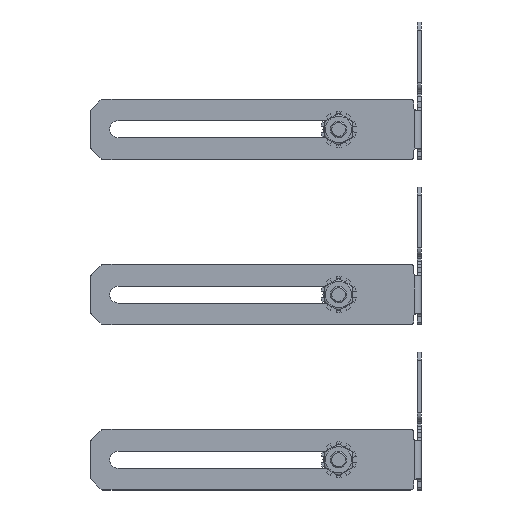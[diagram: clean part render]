
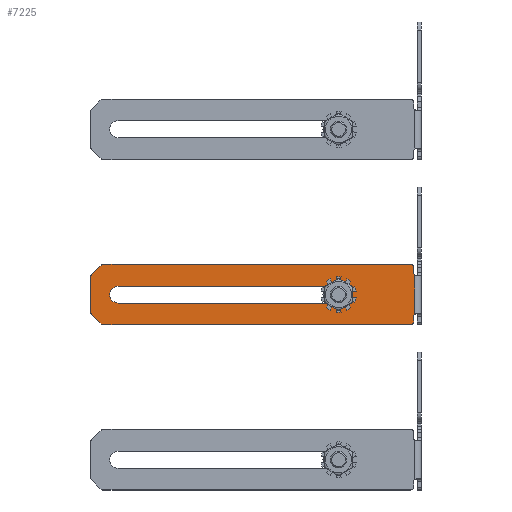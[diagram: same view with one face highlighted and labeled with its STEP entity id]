
A CAD part, left-side view. The second image highlights one B-rep face of the part: STEP entity #7225.
In plain terms, the highlighted planar face has unit normal (-1, 0, 0).
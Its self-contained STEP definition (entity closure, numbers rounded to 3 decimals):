
#190=FACE_BOUND('',#1210,.T.);
#449=PLANE('',#7803);
#785=FACE_OUTER_BOUND('',#1209,.T.);
#1209=EDGE_LOOP('',(#6345,#6346,#6347,#6348,#6349,#6350,#6351,#6352,#6353,
#6354,#6355,#6356,#6357,#6358,#6359,#6360));
#1210=EDGE_LOOP('',(#6361,#6362,#6363,#6364));
#1346=LINE('',#10152,#2150);
#1352=LINE('',#10167,#2156);
#1354=LINE('',#10173,#2158);
#1559=LINE('',#10648,#2363);
#1562=LINE('',#10674,#2366);
#1961=LINE('',#11635,#2765);
#1979=LINE('',#11685,#2783);
#1982=LINE('',#11693,#2786);
#1984=LINE('',#11698,#2788);
#1985=LINE('',#11700,#2789);
#2150=VECTOR('',#8144,10.);
#2156=VECTOR('',#8160,10.);
#2158=VECTOR('',#8168,10.);
#2363=VECTOR('',#8435,10.);
#2366=VECTOR('',#8448,10.);
#2765=VECTOR('',#9361,10.);
#2783=VECTOR('',#9439,10.);
#2786=VECTOR('',#9448,10.);
#2788=VECTOR('',#9456,10.);
#2789=VECTOR('',#9459,1.41);
#2933=CIRCLE('',#7452,1.);
#2944=CIRCLE('',#7466,1.);
#2945=CIRCLE('',#7468,1.);
#2946=CIRCLE('',#7471,1.);
#2970=CIRCLE('',#7502,1.);
#2971=CIRCLE('',#7505,1.);
#2972=CIRCLE('',#7507,1.);
#2990=CIRCLE('',#7534,1.);
#2997=CIRCLE('',#7797,3.1);
#2998=CIRCLE('',#7800,3.1);
#3136=VERTEX_POINT('',#10104);
#3137=VERTEX_POINT('',#10105);
#3158=VERTEX_POINT('',#10151);
#3159=VERTEX_POINT('',#10155);
#3160=VERTEX_POINT('',#10159);
#3161=VERTEX_POINT('',#10161);
#3162=VERTEX_POINT('',#10165);
#3163=VERTEX_POINT('',#10169);
#3386=VERTEX_POINT('',#10640);
#3387=VERTEX_POINT('',#10641);
#3388=VERTEX_POINT('',#10646);
#3389=VERTEX_POINT('',#10650);
#3390=VERTEX_POINT('',#10667);
#3391=VERTEX_POINT('',#10669);
#3392=VERTEX_POINT('',#10673);
#3425=VERTEX_POINT('',#10758);
#3614=VERTEX_POINT('',#11682);
#3615=VERTEX_POINT('',#11684);
#3616=VERTEX_POINT('',#11688);
#3617=VERTEX_POINT('',#11692);
#3826=EDGE_CURVE('',#3136,#3137,#2933,.T.);
#3849=EDGE_CURVE('',#3137,#3158,#1346,.T.);
#3851=EDGE_CURVE('',#3158,#3159,#2944,.T.);
#3854=EDGE_CURVE('',#3160,#3161,#2945,.T.);
#3857=EDGE_CURVE('',#3162,#3160,#1352,.T.);
#3858=EDGE_CURVE('',#3163,#3162,#2946,.T.);
#3860=EDGE_CURVE('',#3159,#3163,#1354,.T.);
#4087=EDGE_CURVE('',#3386,#3387,#2970,.T.);
#4091=EDGE_CURVE('',#3386,#3388,#1559,.T.);
#4092=EDGE_CURVE('',#3388,#3389,#2971,.F.);
#4096=EDGE_CURVE('',#3390,#3391,#2972,.T.);
#4098=EDGE_CURVE('',#3392,#3391,#1562,.T.);
#4145=EDGE_CURVE('',#3392,#3425,#2990,.T.);
#4530=EDGE_CURVE('',#3389,#3425,#1961,.T.);
#4551=EDGE_CURVE('',#3615,#3614,#1979,.T.);
#4553=EDGE_CURVE('',#3616,#3615,#2997,.T.);
#4555=EDGE_CURVE('',#3617,#3616,#1982,.T.);
#4557=EDGE_CURVE('',#3614,#3617,#2998,.T.);
#4558=EDGE_CURVE('',#3387,#3136,#1984,.T.);
#4559=EDGE_CURVE('',#3161,#3390,#1985,.T.);
#6345=ORIENTED_EDGE('',*,*,#3826,.F.);
#6346=ORIENTED_EDGE('',*,*,#4558,.F.);
#6347=ORIENTED_EDGE('',*,*,#4087,.F.);
#6348=ORIENTED_EDGE('',*,*,#4091,.T.);
#6349=ORIENTED_EDGE('',*,*,#4092,.T.);
#6350=ORIENTED_EDGE('',*,*,#4530,.T.);
#6351=ORIENTED_EDGE('',*,*,#4145,.F.);
#6352=ORIENTED_EDGE('',*,*,#4098,.T.);
#6353=ORIENTED_EDGE('',*,*,#4096,.F.);
#6354=ORIENTED_EDGE('',*,*,#4559,.F.);
#6355=ORIENTED_EDGE('',*,*,#3854,.F.);
#6356=ORIENTED_EDGE('',*,*,#3857,.F.);
#6357=ORIENTED_EDGE('',*,*,#3858,.F.);
#6358=ORIENTED_EDGE('',*,*,#3860,.F.);
#6359=ORIENTED_EDGE('',*,*,#3851,.F.);
#6360=ORIENTED_EDGE('',*,*,#3849,.F.);
#6361=ORIENTED_EDGE('',*,*,#4555,.T.);
#6362=ORIENTED_EDGE('',*,*,#4553,.T.);
#6363=ORIENTED_EDGE('',*,*,#4551,.T.);
#6364=ORIENTED_EDGE('',*,*,#4557,.T.);
#7225=ADVANCED_FACE('',(#785,#190),#449,.F.);
#7452=AXIS2_PLACEMENT_3D('',#10106,#8106,#8107);
#7466=AXIS2_PLACEMENT_3D('',#10156,#8148,#8149);
#7468=AXIS2_PLACEMENT_3D('',#10162,#8154,#8155);
#7471=AXIS2_PLACEMENT_3D('',#10170,#8163,#8164);
#7502=AXIS2_PLACEMENT_3D('',#10642,#8428,#8429);
#7505=AXIS2_PLACEMENT_3D('',#10651,#8438,#8439);
#7507=AXIS2_PLACEMENT_3D('',#10670,#8443,#8444);
#7534=AXIS2_PLACEMENT_3D('',#10776,#8526,#8527);
#7797=AXIS2_PLACEMENT_3D('',#11689,#9443,#9444);
#7800=AXIS2_PLACEMENT_3D('',#11696,#9452,#9453);
#7803=AXIS2_PLACEMENT_3D('',#11701,#9460,#9461);
#8106=DIRECTION('center_axis',(1.,0.,0.));
#8107=DIRECTION('ref_axis',(0.,0.383,-0.924));
#8144=DIRECTION('',(0.,0.707,0.707));
#8148=DIRECTION('center_axis',(1.,0.,0.));
#8149=DIRECTION('ref_axis',(0.,0.924,-0.383));
#8154=DIRECTION('center_axis',(1.,0.,0.));
#8155=DIRECTION('ref_axis',(0.,0.383,0.924));
#8160=DIRECTION('',(0.,-0.707,0.707));
#8163=DIRECTION('center_axis',(1.,0.,0.));
#8164=DIRECTION('ref_axis',(0.,0.924,0.383));
#8168=DIRECTION('',(0.,0.,1.));
#8428=DIRECTION('center_axis',(1.,0.,0.));
#8429=DIRECTION('ref_axis',(0.,-0.707,-0.707));
#8435=DIRECTION('',(0.,0.,1.));
#8438=DIRECTION('center_axis',(-1.,0.,0.));
#8439=DIRECTION('ref_axis',(0.,0.707,0.707));
#8443=DIRECTION('center_axis',(1.,0.,0.));
#8444=DIRECTION('ref_axis',(0.,-0.707,0.707));
#8448=DIRECTION('',(0.,0.,1.));
#8526=DIRECTION('center_axis',(-1.,0.,0.));
#8527=DIRECTION('ref_axis',(0.,0.707,-0.707));
#9361=DIRECTION('',(0.,0.,1.));
#9439=DIRECTION('',(0.,-1.,0.));
#9443=DIRECTION('center_axis',(1.,0.,0.));
#9444=DIRECTION('ref_axis',(0.,0.,
1.));
#9448=DIRECTION('',(0.,1.,0.));
#9452=DIRECTION('center_axis',(1.,0.,0.));
#9453=DIRECTION('ref_axis',(0.,0.,-1.));
#9456=DIRECTION('',(0.,1.,0.));
#9459=DIRECTION('',(0.,-1.,0.));
#9460=DIRECTION('center_axis',(1.,0.,0.));
#9461=DIRECTION('ref_axis',(0.,0.,1.));
#10104=CARTESIAN_POINT('',(-36.,115.586,0.));
#10105=CARTESIAN_POINT('',(-36.,116.293,0.293));
#10106=CARTESIAN_POINT('Origin',(-36.,115.586,1.));
#10151=CARTESIAN_POINT('',(-36.,119.707,3.707));
#10152=CARTESIAN_POINT('',(-36.,105.754,-10.246));
#10155=CARTESIAN_POINT('',(-36.,120.,4.414));
#10156=CARTESIAN_POINT('Origin',(-36.,119.,4.414));
#10159=CARTESIAN_POINT('',(-36.,116.293,21.707));
#10161=CARTESIAN_POINT('',(-36.,115.586,22.));
#10162=CARTESIAN_POINT('Origin',(-36.,115.586,21.));
#10165=CARTESIAN_POINT('',(-36.,119.707,18.293));
#10167=CARTESIAN_POINT('',(-36.,105.754,32.246));
#10169=CARTESIAN_POINT('',(-36.,120.,17.586));
#10170=CARTESIAN_POINT('Origin',(-36.,119.,17.586));
#10173=CARTESIAN_POINT('',(-36.,120.,0.));
#10640=CARTESIAN_POINT('',(-36.,2.75,1.));
#10641=CARTESIAN_POINT('',(-36.,3.75,0.));
#10642=CARTESIAN_POINT('Origin',(-36.,3.75,1.));
#10646=CARTESIAN_POINT('',(-36.,2.75,3.));
#10648=CARTESIAN_POINT('',(-36.,2.75,5.5));
#10650=CARTESIAN_POINT('',(-36.,2.25,3.866));
#10651=CARTESIAN_POINT('Origin',(-36.,1.75,3.));
#10667=CARTESIAN_POINT('',(-36.,3.75,22.));
#10669=CARTESIAN_POINT('',(-36.,2.75,21.));
#10670=CARTESIAN_POINT('Origin',(-36.,3.75,21.));
#10673=CARTESIAN_POINT('',(-36.,2.75,19.));
#10674=CARTESIAN_POINT('',(-36.,2.75,16.5));
#10758=CARTESIAN_POINT('',(-36.,2.25,18.134));
#10776=CARTESIAN_POINT('Origin',(-36.,1.75,19.));
#11635=CARTESIAN_POINT('',(-36.,2.25,11.));
#11682=CARTESIAN_POINT('',(-36.,30.,14.1));
#11684=CARTESIAN_POINT('',(-36.,110.,14.1));
#11685=CARTESIAN_POINT('',(-36.,85.009,14.1));
#11688=CARTESIAN_POINT('',(-36.,110.,7.9));
#11689=CARTESIAN_POINT('Origin',(-36.,110.,11.));
#11692=CARTESIAN_POINT('',(-36.,30.,7.9));
#11693=CARTESIAN_POINT('',(-36.,45.009,7.9));
#11696=CARTESIAN_POINT('Origin',(-36.,30.,11.));
#11698=CARTESIAN_POINT('',(-36.,2.25,0.));
#11700=CARTESIAN_POINT('',(-36.,-2.18,22.));
#11701=CARTESIAN_POINT('Origin',(-36.,60.018,11.));
